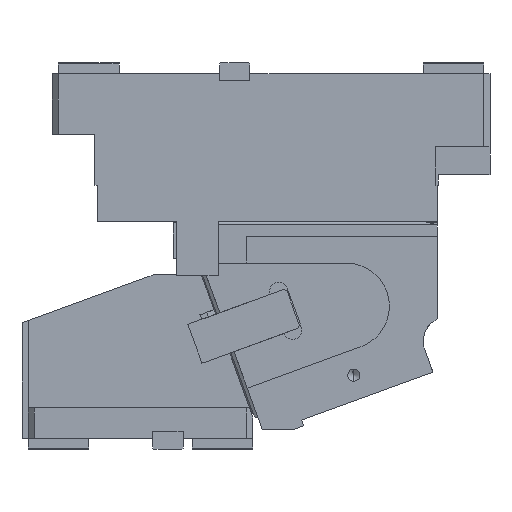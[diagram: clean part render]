
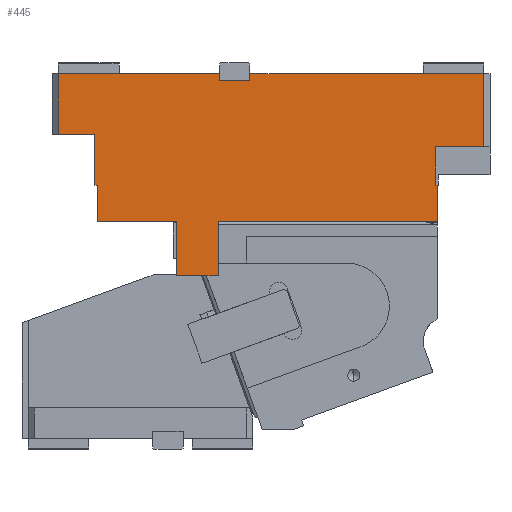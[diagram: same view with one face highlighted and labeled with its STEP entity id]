
A CAD part, front view. The second image highlights one B-rep face of the part: STEP entity #445.
In plain terms, the highlighted planar face has unit normal (0, -1, 0).
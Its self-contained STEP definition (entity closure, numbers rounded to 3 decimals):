
#265=CARTESIAN_POINT('Vertex',(162.5,-125.,0.)) ;
#272=CARTESIAN_POINT('Vertex',(162.5,-125.,-6.)) ;
#275=CARTESIAN_POINT('Line Origine',(162.5,-125.,-3.)) ;
#287=CARTESIAN_POINT('Axis2P3D Location',(0.,-125.,0.)) ;
#292=CARTESIAN_POINT('Line Origine',(137.5,-125.,-3.)) ;
#296=CARTESIAN_POINT('Vertex',(137.5,-125.,-6.)) ;
#298=CARTESIAN_POINT('Vertex',(137.5,-125.,0.)) ;
#301=CARTESIAN_POINT('Line Origine',(71.25,-125.,0.)) ;
#305=CARTESIAN_POINT('Vertex',(5.,-125.,0.)) ;
#308=CARTESIAN_POINT('Line Origine',(5.,-125.,-25.)) ;
#312=CARTESIAN_POINT('Vertex',(5.,-125.,-50.)) ;
#315=CARTESIAN_POINT('Line Origine',(20.,-125.,-50.)) ;
#319=CARTESIAN_POINT('Vertex',(35.,-125.,-50.)) ;
#322=CARTESIAN_POINT('Line Origine',(35.,-125.,-70.895)) ;
#326=CARTESIAN_POINT('Vertex',(35.,-125.,-91.79)) ;
#329=CARTESIAN_POINT('Line Origine',(35.9,-125.,-91.79)) ;
#333=CARTESIAN_POINT('Vertex',(36.8,-125.,-91.79)) ;
#336=CARTESIAN_POINT('Line Origine',(36.8,-125.,-106.79)) ;
#340=CARTESIAN_POINT('Vertex',(36.8,-125.,-121.79)) ;
#343=CARTESIAN_POINT('Line Origine',(69.55,-125.,-121.79)) ;
#347=CARTESIAN_POINT('Vertex',(102.3,-125.,-121.79)) ;
#350=CARTESIAN_POINT('Line Origine',(102.3,-125.,-144.04)) ;
#354=CARTESIAN_POINT('Vertex',(102.3,-125.,-166.29)) ;
#357=CARTESIAN_POINT('Line Origine',(119.3,-125.,-166.29)) ;
#361=CARTESIAN_POINT('Vertex',(136.3,-125.,-166.29)) ;
#364=CARTESIAN_POINT('Line Origine',(136.3,-125.,-144.04)) ;
#368=CARTESIAN_POINT('Vertex',(136.3,-125.,-121.79)) ;
#371=CARTESIAN_POINT('Line Origine',(226.55,-125.,-121.79)) ;
#375=CARTESIAN_POINT('Vertex',(316.8,-125.,-121.79)) ;
#378=CARTESIAN_POINT('Line Origine',(316.8,-125.,-106.79)) ;
#382=CARTESIAN_POINT('Vertex',(316.8,-125.,-91.79)) ;
#385=CARTESIAN_POINT('Line Origine',(316.035,-125.,-91.79)) ;
#389=CARTESIAN_POINT('Vertex',(315.27,-125.,-91.79)) ;
#392=CARTESIAN_POINT('Line Origine',(315.27,-125.,-75.945)) ;
#396=CARTESIAN_POINT('Vertex',(315.27,-125.,-60.1)) ;
#399=CARTESIAN_POINT('Line Origine',(335.135,-125.,-60.1)) ;
#403=CARTESIAN_POINT('Vertex',(355.,-125.,-60.1)) ;
#406=CARTESIAN_POINT('Line Origine',(355.,-125.,-30.05)) ;
#410=CARTESIAN_POINT('Vertex',(355.,-125.,0.)) ;
#413=CARTESIAN_POINT('Line Origine',(258.75,-125.,0.)) ;
#418=CARTESIAN_POINT('Line Origine',(150.,-125.,-6.)) ;
#276=DIRECTION('Vector Direction',(0.,0.,-1.)) ;
#288=DIRECTION('Axis2P3D Direction',(0.,1.,0.)) ;
#289=DIRECTION('Axis2P3D XDirection',(0.,0.,1.)) ;
#293=DIRECTION('Vector Direction',(0.,0.,1.)) ;
#302=DIRECTION('Vector Direction',(1.,0.,0.)) ;
#309=DIRECTION('Vector Direction',(0.,0.,-1.)) ;
#316=DIRECTION('Vector Direction',(1.,0.,0.)) ;
#323=DIRECTION('Vector Direction',(0.,0.,-1.)) ;
#330=DIRECTION('Vector Direction',(-1.,0.,0.)) ;
#337=DIRECTION('Vector Direction',(0.,0.,1.)) ;
#344=DIRECTION('Vector Direction',(-1.,0.,0.)) ;
#351=DIRECTION('Vector Direction',(0.,0.,1.)) ;
#358=DIRECTION('Vector Direction',(1.,0.,0.)) ;
#365=DIRECTION('Vector Direction',(0.,0.,1.)) ;
#372=DIRECTION('Vector Direction',(-1.,0.,0.)) ;
#379=DIRECTION('Vector Direction',(0.,0.,-1.)) ;
#386=DIRECTION('Vector Direction',(1.,0.,0.)) ;
#393=DIRECTION('Vector Direction',(0.,0.,1.)) ;
#400=DIRECTION('Vector Direction',(1.,0.,0.)) ;
#407=DIRECTION('Vector Direction',(0.,0.,1.)) ;
#414=DIRECTION('Vector Direction',(1.,0.,0.)) ;
#419=DIRECTION('Vector Direction',(1.,0.,0.)) ;
#290=AXIS2_PLACEMENT_3D('Plane Axis2P3D',#287,#288,#289) ;
#424=ORIENTED_EDGE('',*,*,#300,.T.) ;
#425=ORIENTED_EDGE('',*,*,#307,.F.) ;
#426=ORIENTED_EDGE('',*,*,#314,.T.) ;
#427=ORIENTED_EDGE('',*,*,#321,.T.) ;
#428=ORIENTED_EDGE('',*,*,#328,.T.) ;
#429=ORIENTED_EDGE('',*,*,#335,.F.) ;
#430=ORIENTED_EDGE('',*,*,#342,.T.) ;
#431=ORIENTED_EDGE('',*,*,#349,.T.) ;
#432=ORIENTED_EDGE('',*,*,#356,.F.) ;
#433=ORIENTED_EDGE('',*,*,#363,.T.) ;
#434=ORIENTED_EDGE('',*,*,#370,.T.) ;
#435=ORIENTED_EDGE('',*,*,#377,.T.) ;
#436=ORIENTED_EDGE('',*,*,#384,.T.) ;
#437=ORIENTED_EDGE('',*,*,#391,.T.) ;
#438=ORIENTED_EDGE('',*,*,#398,.T.) ;
#439=ORIENTED_EDGE('',*,*,#405,.T.) ;
#440=ORIENTED_EDGE('',*,*,#412,.T.) ;
#441=ORIENTED_EDGE('',*,*,#417,.F.) ;
#442=ORIENTED_EDGE('',*,*,#279,.T.) ;
#443=ORIENTED_EDGE('',*,*,#422,.F.) ;
#277=VECTOR('Line Direction',#276,1.) ;
#294=VECTOR('Line Direction',#293,1.) ;
#303=VECTOR('Line Direction',#302,1.) ;
#310=VECTOR('Line Direction',#309,1.) ;
#317=VECTOR('Line Direction',#316,1.) ;
#324=VECTOR('Line Direction',#323,1.) ;
#331=VECTOR('Line Direction',#330,1.) ;
#338=VECTOR('Line Direction',#337,1.) ;
#345=VECTOR('Line Direction',#344,1.) ;
#352=VECTOR('Line Direction',#351,1.) ;
#359=VECTOR('Line Direction',#358,1.) ;
#366=VECTOR('Line Direction',#365,1.) ;
#373=VECTOR('Line Direction',#372,1.) ;
#380=VECTOR('Line Direction',#379,1.) ;
#387=VECTOR('Line Direction',#386,1.) ;
#394=VECTOR('Line Direction',#393,1.) ;
#401=VECTOR('Line Direction',#400,1.) ;
#408=VECTOR('Line Direction',#407,1.) ;
#415=VECTOR('Line Direction',#414,1.) ;
#420=VECTOR('Line Direction',#419,1.) ;
#445=ADVANCED_FACE('CAM HOLDER',(#444),#291,.F.) ;
#279=EDGE_CURVE('',#266,#273,#278,.T.) ;
#300=EDGE_CURVE('',#297,#299,#295,.T.) ;
#307=EDGE_CURVE('',#306,#299,#304,.T.) ;
#314=EDGE_CURVE('',#306,#313,#311,.T.) ;
#321=EDGE_CURVE('',#313,#320,#318,.T.) ;
#328=EDGE_CURVE('',#320,#327,#325,.T.) ;
#335=EDGE_CURVE('',#334,#327,#332,.T.) ;
#342=EDGE_CURVE('',#334,#341,#339,.F.) ;
#349=EDGE_CURVE('',#341,#348,#346,.F.) ;
#356=EDGE_CURVE('',#355,#348,#353,.T.) ;
#363=EDGE_CURVE('',#355,#362,#360,.T.) ;
#370=EDGE_CURVE('',#362,#369,#367,.T.) ;
#377=EDGE_CURVE('',#369,#376,#374,.F.) ;
#384=EDGE_CURVE('',#376,#383,#381,.F.) ;
#391=EDGE_CURVE('',#383,#390,#388,.F.) ;
#398=EDGE_CURVE('',#390,#397,#395,.T.) ;
#405=EDGE_CURVE('',#397,#404,#402,.T.) ;
#412=EDGE_CURVE('',#404,#411,#409,.T.) ;
#417=EDGE_CURVE('',#266,#411,#416,.T.) ;
#422=EDGE_CURVE('',#297,#273,#421,.T.) ;
#423=EDGE_LOOP('',(#424,#425,#426,#427,#428,#429,#430,#431,#432,#433,#434,#435,#436,#437,#438,#439,#440,#441,#442,#443)) ;
#444=FACE_OUTER_BOUND('',#423,.T.) ;
#278=LINE('Line',#275,#277) ;
#295=LINE('Line',#292,#294) ;
#304=LINE('Line',#301,#303) ;
#311=LINE('Line',#308,#310) ;
#318=LINE('Line',#315,#317) ;
#325=LINE('Line',#322,#324) ;
#332=LINE('Line',#329,#331) ;
#339=LINE('Line',#336,#338) ;
#346=LINE('Line',#343,#345) ;
#353=LINE('Line',#350,#352) ;
#360=LINE('Line',#357,#359) ;
#367=LINE('Line',#364,#366) ;
#374=LINE('Line',#371,#373) ;
#381=LINE('Line',#378,#380) ;
#388=LINE('Line',#385,#387) ;
#395=LINE('Line',#392,#394) ;
#402=LINE('Line',#399,#401) ;
#409=LINE('Line',#406,#408) ;
#416=LINE('Line',#413,#415) ;
#421=LINE('Line',#418,#420) ;
#291=PLANE('Plane',#290) ;
#266=VERTEX_POINT('',#265) ;
#273=VERTEX_POINT('',#272) ;
#297=VERTEX_POINT('',#296) ;
#299=VERTEX_POINT('',#298) ;
#306=VERTEX_POINT('',#305) ;
#313=VERTEX_POINT('',#312) ;
#320=VERTEX_POINT('',#319) ;
#327=VERTEX_POINT('',#326) ;
#334=VERTEX_POINT('',#333) ;
#341=VERTEX_POINT('',#340) ;
#348=VERTEX_POINT('',#347) ;
#355=VERTEX_POINT('',#354) ;
#362=VERTEX_POINT('',#361) ;
#369=VERTEX_POINT('',#368) ;
#376=VERTEX_POINT('',#375) ;
#383=VERTEX_POINT('',#382) ;
#390=VERTEX_POINT('',#389) ;
#397=VERTEX_POINT('',#396) ;
#404=VERTEX_POINT('',#403) ;
#411=VERTEX_POINT('',#410) ;
